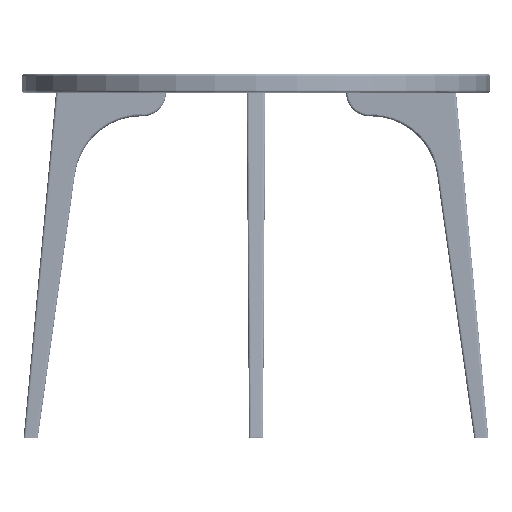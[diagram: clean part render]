
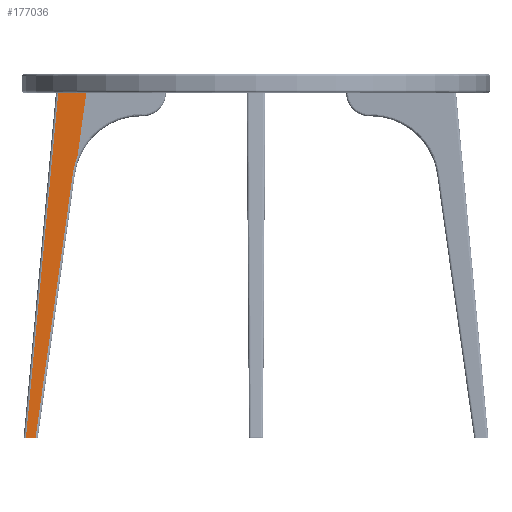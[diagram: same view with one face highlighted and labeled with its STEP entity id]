
A CAD part, top view. The second image highlights one B-rep face of the part: STEP entity #177036.
In plain terms, the highlighted planar face has unit normal (-0.001, -0.007, 1).
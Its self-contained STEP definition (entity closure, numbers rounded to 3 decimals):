
#6008 = CARTESIAN_POINT ( 'NONE',  ( -404.692, -267.252, 18.191 ) ) ;
#7623 = CARTESIAN_POINT ( 'NONE',  ( -417.934, -361.207, 17.556 ) ) ;
#9239 = CARTESIAN_POINT ( 'NONE',  ( -466.872, -707.651, 15.214 ) ) ;
#27425 = CARTESIAN_POINT ( 'NONE',  ( -468.963, -722.328, 15.115 ) ) ;
#30607 = AXIS2_PLACEMENT_3D ( 'NONE', #189233, #209026, #113643 ) ;
#42808 = CARTESIAN_POINT ( 'NONE',  ( -467.321, -745.842, 14.959 ) ) ;
#44764 = CARTESIAN_POINT ( 'NONE',  ( -381.802, -137.339, 19.072 ) ) ;
#50451 = CARTESIAN_POINT ( 'NONE',  ( -470.865, -735.535, 15.026 ) ) ;
#50731 = CARTESIAN_POINT ( 'NONE',  ( -536.67, 0., 19.891 ) ) ;
#52059 = CARTESIAN_POINT ( 'NONE',  ( -470.225, -731.134, 15.056 ) ) ;
#53403 = CARTESIAN_POINT ( 'NONE',  ( -536.667, -737., 14.975 ) ) ;
#53464 = ORIENTED_EDGE ( 'NONE', *, *, #157515, .F. ) ;
#62306 = CARTESIAN_POINT ( 'NONE',  ( -471.089, -737., 15.016 ) ) ;
#64698 = CARTESIAN_POINT ( 'NONE',  ( -362.5, 0., 20. ) ) ;
#67740 = VECTOR ( 'NONE', #99542, 1000. ) ;
#73270 = LINE ( 'NONE', #53403, #67740 ) ;
#76752 = CARTESIAN_POINT ( 'NONE',  ( -386.059, -149.025, 18.991 ) ) ;
#76762 = CARTESIAN_POINT ( 'NONE',  ( -470.974, -736.268, 15.021 ) ) ;
#82554 = FACE_OUTER_BOUND ( 'NONE', #314758, .T. ) ;
#84429 = VECTOR ( 'NONE', #143043, 1000. ) ;
#96850 = DIRECTION ( 'NONE',  ( 1., 0., 0.001 ) ) ;
#98337 = ORIENTED_EDGE ( 'NONE', *, *, #260170, .T. ) ;
#99542 = DIRECTION ( 'NONE',  ( -1., 0., -0.001 ) ) ;
#102336 = B_SPLINE_CURVE_WITH_KNOTS ( 'NONE', 3,
 ( #198396, #273991, #149078, #124434, #175376, #76762, #275580, #50451, #226302, #176966, #277195, #52059, #152282, #252566, #27425, #127643, #9239, #209696, #208064, #308310, #158749, #129238, #305084, #7623, #6008, #260624 ),
 .UNSPECIFIED., .F., .F.,
 ( 4, 2, 2, 2, 2, 2, 2, 2, 2, 2, 2, 2, 4 ),
 ( 0.016, 0.016, 0.017, 0.017, 0.018, 0.021, 0.025, 0.034, 0.052, 0.087, 0.158, 0.301, 0.585 ),
 .UNSPECIFIED. ) ;
#113643 = DIRECTION ( 'NONE',  ( 0.139, 0.99, 0.007 ) ) ;
#117007 = ORIENTED_EDGE ( 'NONE', *, *, #198143, .T. ) ;
#124434 = CARTESIAN_POINT ( 'NONE',  ( -471.03, -736.634, 15.018 ) ) ;
#127643 = CARTESIAN_POINT ( 'NONE',  ( -467.707, -713.522, 15.175 ) ) ;
#128175 = VERTEX_POINT ( 'NONE', #187819 ) ;
#128983 = CARTESIAN_POINT ( 'NONE',  ( -422.478, 0., 19.963 ) ) ;
#129238 = CARTESIAN_POINT ( 'NONE',  ( -444.444, -549.114, 16.286 ) ) ;
#140759 = VECTOR ( 'NONE', #254612, 1000. ) ;
#143043 = DIRECTION ( 'NONE',  ( -0.139, -0.99, -0.007 ) ) ;
#149078 = CARTESIAN_POINT ( 'NONE',  ( -471.058, -736.817, 15.017 ) ) ;
#149401 = ORIENTED_EDGE ( 'NONE', *, *, #229308, .F. ) ;
#152282 = CARTESIAN_POINT ( 'NONE',  ( -470.014, -729.666, 15.066 ) ) ;
#153881 = CARTESIAN_POINT ( 'NONE',  ( -386.961, -152.007, 18.971 ) ) ;
#154336 = CARTESIAN_POINT ( 'NONE',  ( -491.597, -737.467, 15. ) ) ;
#157515 = EDGE_CURVE ( 'NONE', #263715, #217929, #315588, .T. ) ;
#158749 = CARTESIAN_POINT ( 'NONE',  ( -454.399, -619.577, 15.81 ) ) ;
#175376 = CARTESIAN_POINT ( 'NONE',  ( -471.016, -736.543, 15.019 ) ) ;
#176966 = CARTESIAN_POINT ( 'NONE',  ( -470.65, -734.068, 15.036 ) ) ;
#177036 = ADVANCED_FACE ( 'NONE', ( #82554 ), #182764, .F. ) ;
#182764 = PLANE ( 'NONE',  #30607 ) ;
#187819 = CARTESIAN_POINT ( 'NONE',  ( -391.452, -173.297, 18.826 ) ) ;
#189233 = CARTESIAN_POINT ( 'NONE',  ( -432.141, -743.039, 15. ) ) ;
#198143 = EDGE_CURVE ( 'NONE', #220483, #323245, #279269, .T. ) ;
#198396 = CARTESIAN_POINT ( 'NONE',  ( -471.089, -737., 15.016 ) ) ;
#201615 = CARTESIAN_POINT ( 'NONE',  ( -389.284, -161.043, 18.909 ) ) ;
#206442 = CARTESIAN_POINT ( 'NONE',  ( -391.452, -173.297, 18.826 ) ) ;
#208064 = CARTESIAN_POINT ( 'NONE',  ( -462.707, -678.294, 15.413 ) ) ;
#209026 = DIRECTION ( 'NONE',  ( 0.001, 0.007, -1. ) ) ;
#209696 = CARTESIAN_POINT ( 'NONE',  ( -464.371, -690.037, 15.333 ) ) ;
#217929 = VERTEX_POINT ( 'NONE', #44764 ) ;
#220089 = LINE ( 'NONE', #50731, #282172 ) ;
#220483 = VERTEX_POINT ( 'NONE', #128983 ) ;
#226302 = CARTESIAN_POINT ( 'NONE',  ( -470.811, -735.168, 15.028 ) ) ;
#229308 = EDGE_CURVE ( 'NONE', #247732, #323245, #73270, .T. ) ;
#231119 = CARTESIAN_POINT ( 'NONE',  ( -384.07, -143.132, 19.032 ) ) ;
#232732 = CARTESIAN_POINT ( 'NONE',  ( -382.982, -140.219, 19.052 ) ) ;
#242260 = B_SPLINE_CURVE_WITH_KNOTS ( 'NONE', 3,
 ( #206442, #257393, #306688, #201615, #301846, #153881, #76752, #231119, #232732, #275570 ),
 .UNSPECIFIED., .F., .F.,
 ( 4, 2, 2, 2, 4 ),
 ( 0., 0.009, 0.019, 0.028, 0.037 ),
 .UNSPECIFIED. ) ;
#247732 = VERTEX_POINT ( 'NONE', #62306 ) ;
#252566 = CARTESIAN_POINT ( 'NONE',  ( -469.382, -725.264, 15.095 ) ) ;
#254612 = DIRECTION ( 'NONE',  ( -0.093, -0.996, -0.007 ) ) ;
#257393 = CARTESIAN_POINT ( 'NONE',  ( -391.03, -170.213, 18.847 ) ) ;
#260170 = EDGE_CURVE ( 'NONE', #247732, #128175, #102336, .T. ) ;
#260624 = CARTESIAN_POINT ( 'NONE',  ( -391.452, -173.297, 18.826 ) ) ;
#263715 = VERTEX_POINT ( 'NONE', #64698 ) ;
#273894 = EDGE_CURVE ( 'NONE', #220483, #263715, #220089, .T. ) ;
#273991 = CARTESIAN_POINT ( 'NONE',  ( -471.072, -736.909, 15.017 ) ) ;
#275570 = CARTESIAN_POINT ( 'NONE',  ( -381.802, -137.339, 19.072 ) ) ;
#275580 = CARTESIAN_POINT ( 'NONE',  ( -470.946, -736.085, 15.022 ) ) ;
#277195 = CARTESIAN_POINT ( 'NONE',  ( -470.543, -733.335, 15.041 ) ) ;
#277347 = ORIENTED_EDGE ( 'NONE', *, *, #303032, .T. ) ;
#279269 = LINE ( 'NONE', #154336, #140759 ) ;
#282172 = VECTOR ( 'NONE', #96850, 1000. ) ;
#296944 = CARTESIAN_POINT ( 'NONE',  ( -491.553, -737., 15.003 ) ) ;
#301173 = ORIENTED_EDGE ( 'NONE', *, *, #273894, .F. ) ;
#301846 = CARTESIAN_POINT ( 'NONE',  ( -388.573, -158.014, 18.93 ) ) ;
#303032 = EDGE_CURVE ( 'NONE', #128175, #217929, #242260, .T. ) ;
#305084 = CARTESIAN_POINT ( 'NONE',  ( -437.814, -502.137, 16.603 ) ) ;
#306688 = CARTESIAN_POINT ( 'NONE',  ( -390.514, -167.145, 18.868 ) ) ;
#308310 = CARTESIAN_POINT ( 'NONE',  ( -457.719, -643.064, 15.651 ) ) ;
#314758 = EDGE_LOOP ( 'NONE', ( #98337, #277347, #53464, #301173, #117007, #149401 ) ) ;
#315588 = LINE ( 'NONE', #42808, #84429 ) ;
#323245 = VERTEX_POINT ( 'NONE', #296944 ) ;
